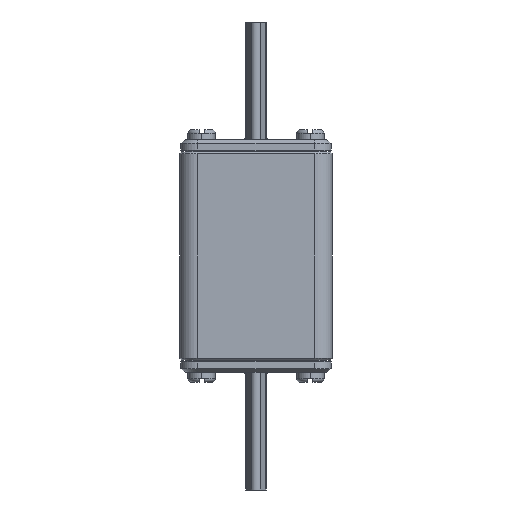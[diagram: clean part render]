
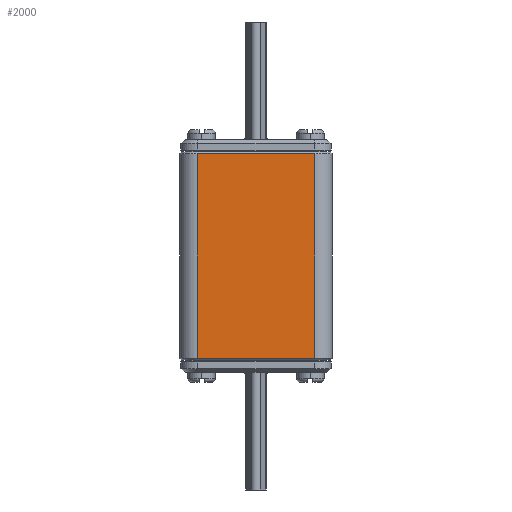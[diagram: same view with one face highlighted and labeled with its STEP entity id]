
A CAD part, front view. The second image highlights one B-rep face of the part: STEP entity #2000.
In plain terms, the highlighted planar face has unit normal (0, -1, 0).
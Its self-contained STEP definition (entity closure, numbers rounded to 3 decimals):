
#315=DIRECTION('',(1.,0.,0.));
#316=VECTOR('',#315,34.5);
#317=CARTESIAN_POINT('',(-17.25,-22.25,-30.));
#318=LINE('',#317,#316);
#590=DIRECTION('',(-1.,0.,0.));
#591=VECTOR('',#590,34.5);
#592=CARTESIAN_POINT('',(17.25,-22.25,30.));
#593=LINE('',#592,#591);
#669=DIRECTION('',(0.,0.,1.));
#670=VECTOR('',#669,60.);
#671=CARTESIAN_POINT('',(17.25,-22.25,-30.));
#672=LINE('',#671,#670);
#676=DIRECTION('',(0.,0.,-1.));
#677=VECTOR('',#676,60.);
#678=CARTESIAN_POINT('',(-17.25,-22.25,30.));
#679=LINE('',#678,#677);
#1397=CARTESIAN_POINT('',(17.25,-22.25,-30.));
#1398=VERTEX_POINT('',#1397);
#1399=CARTESIAN_POINT('',(-17.25,-22.25,-30.));
#1400=VERTEX_POINT('',#1399);
#1497=CARTESIAN_POINT('',(-17.25,-22.25,30.));
#1498=VERTEX_POINT('',#1497);
#1499=CARTESIAN_POINT('',(17.25,-22.25,30.));
#1500=VERTEX_POINT('',#1499);
#1988=CARTESIAN_POINT('',(-22.25,-22.25,-30.5));
#1989=DIRECTION('',(0.,-1.,0.));
#1990=DIRECTION('',(1.,0.,0.));
#1991=AXIS2_PLACEMENT_3D('',#1988,#1989,#1990);
#1992=PLANE('',#1991);
#1993=ORIENTED_EDGE('',*,*,#1902,.F.);
#1994=ORIENTED_EDGE('',*,*,#1983,.F.);
#1995=ORIENTED_EDGE('',*,*,#1664,.F.);
#1997=ORIENTED_EDGE('',*,*,#1996,.F.);
#1998=EDGE_LOOP('',(#1993,#1994,#1995,#1997));
#1999=FACE_OUTER_BOUND('',#1998,.F.);
#1664=EDGE_CURVE('',#1400,#1398,#318,.T.);
#1902=EDGE_CURVE('',#1500,#1498,#593,.T.);
#1983=EDGE_CURVE('',#1398,#1500,#672,.T.);
#1996=EDGE_CURVE('',#1498,#1400,#679,.T.);
#2000=ADVANCED_FACE('',(#1999),#1992,.T.);
